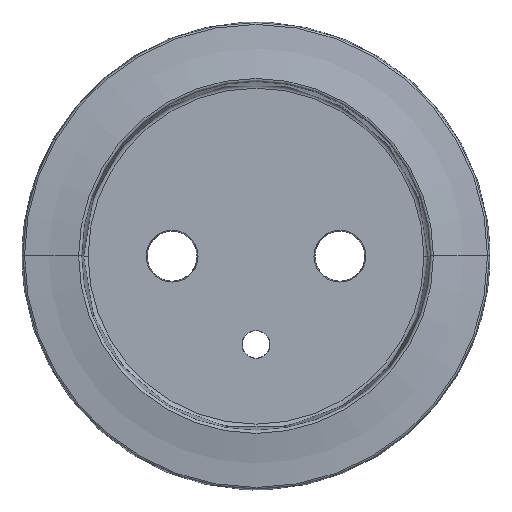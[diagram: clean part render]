
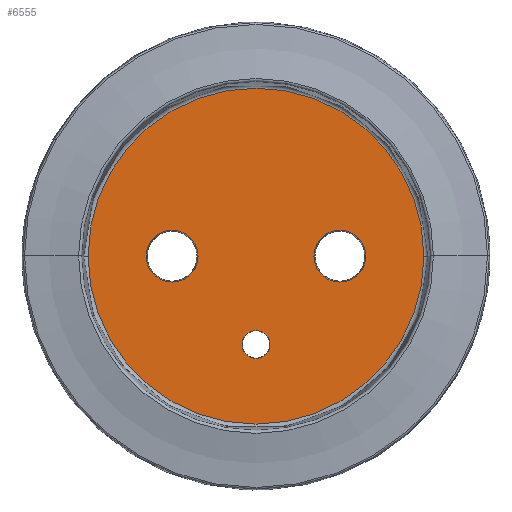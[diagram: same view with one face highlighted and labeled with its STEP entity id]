
A CAD part, top view. The second image highlights one B-rep face of the part: STEP entity #6555.
In plain terms, the highlighted planar face has unit normal (0, 0, 1).
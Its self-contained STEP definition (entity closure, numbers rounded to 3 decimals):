
#6359=AXIS2_PLACEMENT_3D('Circle Axis2P3D',#6357,#6358,$) ;
#6383=AXIS2_PLACEMENT_3D('Circle Axis2P3D',#6381,#6382,$) ;
#6495=AXIS2_PLACEMENT_3D('Plane Axis2P3D',#6492,#6493,#6494) ;
#6499=AXIS2_PLACEMENT_3D('Circle Axis2P3D',#6497,#6498,$) ;
#6508=AXIS2_PLACEMENT_3D('Circle Axis2P3D',#6506,#6507,$) ;
#6521=AXIS2_PLACEMENT_3D('Circle Axis2P3D',#6519,#6520,$) ;
#6530=AXIS2_PLACEMENT_3D('Circle Axis2P3D',#6528,#6529,$) ;
#6539=AXIS2_PLACEMENT_3D('Circle Axis2P3D',#6537,#6538,$) ;
#6548=AXIS2_PLACEMENT_3D('Circle Axis2P3D',#6546,#6547,$) ;
#6354=CARTESIAN_POINT('Vertex',(1.579,-10.,-10.15)) ;
#6357=CARTESIAN_POINT('Axis2P3D Location',(0.,-10.,-10.15)) ;
#6361=CARTESIAN_POINT('Vertex',(-1.579,-10.,-10.15)) ;
#6381=CARTESIAN_POINT('Axis2P3D Location',(0.,-10.,-10.15)) ;
#6492=CARTESIAN_POINT('Axis2P3D Location',(0.,0.,-10.15)) ;
#6497=CARTESIAN_POINT('Axis2P3D Location',(0.,0.,-10.15)) ;
#6501=CARTESIAN_POINT('Vertex',(19.017,0.,-10.15)) ;
#6503=CARTESIAN_POINT('Vertex',(-19.017,0.,-10.15)) ;
#6506=CARTESIAN_POINT('Axis2P3D Location',(0.,0.,-10.15)) ;
#6519=CARTESIAN_POINT('Axis2P3D Location',(9.5,0.,-10.15)) ;
#6523=CARTESIAN_POINT('Vertex',(12.432,0.,-10.15)) ;
#6525=CARTESIAN_POINT('Vertex',(6.568,0.,-10.15)) ;
#6528=CARTESIAN_POINT('Axis2P3D Location',(9.5,0.,-10.15)) ;
#6537=CARTESIAN_POINT('Axis2P3D Location',(-9.5,0.,-10.15)) ;
#6541=CARTESIAN_POINT('Vertex',(-12.432,0.,-10.15)) ;
#6543=CARTESIAN_POINT('Vertex',(-6.568,0.,-10.15)) ;
#6546=CARTESIAN_POINT('Axis2P3D Location',(-9.5,0.,-10.15)) ;
#6358=DIRECTION('Axis2P3D Direction',(0.,0.,-1.)) ;
#6382=DIRECTION('Axis2P3D Direction',(0.,0.,-1.)) ;
#6493=DIRECTION('Axis2P3D Direction',(0.,0.,-1.)) ;
#6494=DIRECTION('Axis2P3D XDirection',(1.,0.,0.)) ;
#6498=DIRECTION('Axis2P3D Direction',(0.,0.,-1.)) ;
#6507=DIRECTION('Axis2P3D Direction',(0.,0.,-1.)) ;
#6520=DIRECTION('Axis2P3D Direction',(0.,0.,-1.)) ;
#6529=DIRECTION('Axis2P3D Direction',(0.,0.,-1.)) ;
#6538=DIRECTION('Axis2P3D Direction',(0.,0.,-1.)) ;
#6547=DIRECTION('Axis2P3D Direction',(0.,0.,-1.)) ;
#6512=ORIENTED_EDGE('',*,*,#6505,.F.) ;
#6513=ORIENTED_EDGE('',*,*,#6510,.F.) ;
#6516=ORIENTED_EDGE('',*,*,#6363,.T.) ;
#6517=ORIENTED_EDGE('',*,*,#6385,.T.) ;
#6534=ORIENTED_EDGE('',*,*,#6527,.T.) ;
#6535=ORIENTED_EDGE('',*,*,#6532,.T.) ;
#6552=ORIENTED_EDGE('',*,*,#6545,.T.) ;
#6553=ORIENTED_EDGE('',*,*,#6550,.T.) ;
#6518=FACE_BOUND('',#6515,.T.) ;
#6536=FACE_BOUND('',#6533,.T.) ;
#6554=FACE_BOUND('',#6551,.T.) ;
#6555=ADVANCED_FACE('Corps d''enjoliveur',(#6514,#6518,#6536,#6554),#6496,.F.) ;
#6360=CIRCLE('generated circle',#6359,1.579) ;
#6384=CIRCLE('generated circle',#6383,1.579) ;
#6500=CIRCLE('generated circle',#6499,19.017) ;
#6509=CIRCLE('generated circle',#6508,19.017) ;
#6522=CIRCLE('generated circle',#6521,2.932) ;
#6531=CIRCLE('generated circle',#6530,2.932) ;
#6540=CIRCLE('generated circle',#6539,2.932) ;
#6549=CIRCLE('generated circle',#6548,2.932) ;
#6363=EDGE_CURVE('',#6362,#6355,#6360,.T.) ;
#6385=EDGE_CURVE('',#6355,#6362,#6384,.T.) ;
#6505=EDGE_CURVE('',#6502,#6504,#6500,.T.) ;
#6510=EDGE_CURVE('',#6504,#6502,#6509,.T.) ;
#6527=EDGE_CURVE('',#6524,#6526,#6522,.T.) ;
#6532=EDGE_CURVE('',#6526,#6524,#6531,.T.) ;
#6545=EDGE_CURVE('',#6542,#6544,#6540,.T.) ;
#6550=EDGE_CURVE('',#6544,#6542,#6549,.T.) ;
#6511=EDGE_LOOP('',(#6512,#6513)) ;
#6515=EDGE_LOOP('',(#6516,#6517)) ;
#6533=EDGE_LOOP('',(#6534,#6535)) ;
#6551=EDGE_LOOP('',(#6552,#6553)) ;
#6514=FACE_OUTER_BOUND('',#6511,.T.) ;
#6496=PLANE('',#6495) ;
#6355=VERTEX_POINT('',#6354) ;
#6362=VERTEX_POINT('',#6361) ;
#6502=VERTEX_POINT('',#6501) ;
#6504=VERTEX_POINT('',#6503) ;
#6524=VERTEX_POINT('',#6523) ;
#6526=VERTEX_POINT('',#6525) ;
#6542=VERTEX_POINT('',#6541) ;
#6544=VERTEX_POINT('',#6543) ;
